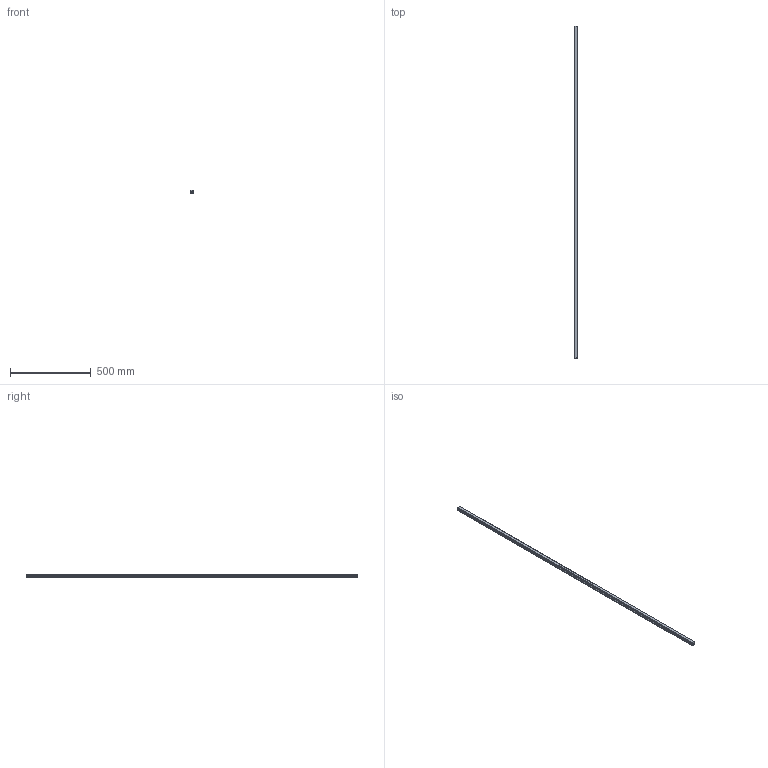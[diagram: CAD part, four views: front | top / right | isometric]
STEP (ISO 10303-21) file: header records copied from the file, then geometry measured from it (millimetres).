
FILE_DESCRIPTION(('STEP AP214'),'1');
FILE_NAME('cctmp_97C59137-2684-4F50-AC6C-F55B3B1F0E16_2021_01_25_10_24_42_0782..stp','2021-01-25T09:24:42',('HIWIN GmbH'),('CADClick - www.CADClick.com'),'Spatial InterOp 3D',' ','unknown authorization');
FILE_SCHEMA(('AUTOMOTIVE_DESIGN'));
Length unit declared in the file: millimetre
Products named in the file (1): HGR25T2060C_FILE
Bounding box: 23 x 2060 x 22 mm (x, y, z)
Volume: 890481.1 mm3; surface area: 195957.7 mm2
Topology: 1 solids, 1 shells, 356 faces, 1085 edges, 665 vertices
Faces by surface type: plane 194, cylinder 92, cone 70
Entity records: 14635 total; most frequent: DIRECTION 2193, CARTESIAN_POINT 2037, ORIENTED_EDGE 2030, EDGE_CURVE 1015, AXIS2_PLACEMENT_3D 821, VERTEX_POINT 665, LINE 551, VECTOR 551
